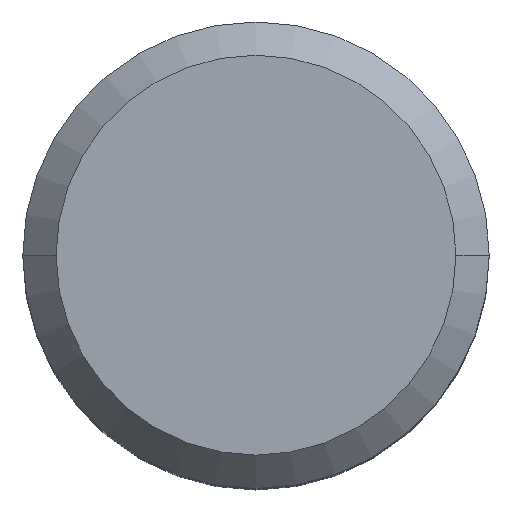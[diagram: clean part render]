
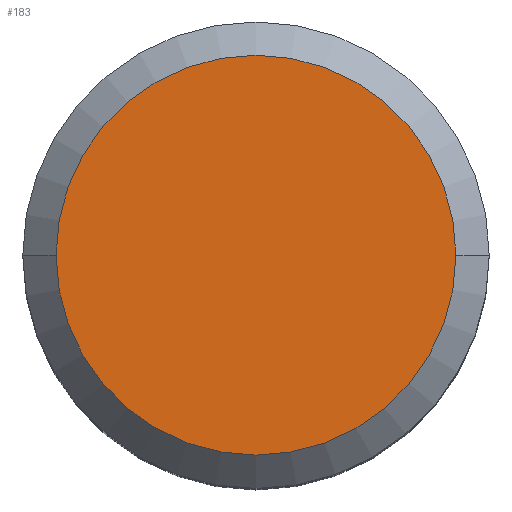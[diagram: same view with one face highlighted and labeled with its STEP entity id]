
A CAD part, top view. The second image highlights one B-rep face of the part: STEP entity #183.
In plain terms, the highlighted planar face has unit normal (0, 0, 1).
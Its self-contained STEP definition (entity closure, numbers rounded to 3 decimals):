
#97=FACE_OUTER_BOUND('',#222,.T.);
#183=ADVANCED_FACE('',(#97),#201,.F.);
#201=PLANE('',#632);
#222=EDGE_LOOP('',(#317,#318));
#317=ORIENTED_EDGE('',*,*,#489,.T.);
#318=ORIENTED_EDGE('',*,*,#490,.T.);
#425=VERTEX_POINT('',#924);
#426=VERTEX_POINT('',#926);
#489=EDGE_CURVE('',#425,#426,#553,.T.);
#490=EDGE_CURVE('',#426,#425,#554,.T.);
#553=CIRCLE('',#629,3.);
#554=CIRCLE('',#631,3.);
#629=AXIS2_PLACEMENT_3D('',#927,#770,#771);
#631=AXIS2_PLACEMENT_3D('',#929,#774,#775);
#632=AXIS2_PLACEMENT_3D('',#930,#776,#777);
#770=DIRECTION('',(0.,0.,1.));
#771=DIRECTION('',(1.,0.,0.));
#774=DIRECTION('',(0.,0.,1.));
#775=DIRECTION('',(-1.,0.,0.));
#776=DIRECTION('',(0.,0.,-1.));
#777=DIRECTION('',(-1.,0.,0.));
#924=CARTESIAN_POINT('',(3.,0.,14.));
#926=CARTESIAN_POINT('',(-3.,0.,14.));
#927=CARTESIAN_POINT('',(0.,0.,14.));
#929=CARTESIAN_POINT('',(0.,0.,14.));
#930=CARTESIAN_POINT('',(0.,0.,14.));
